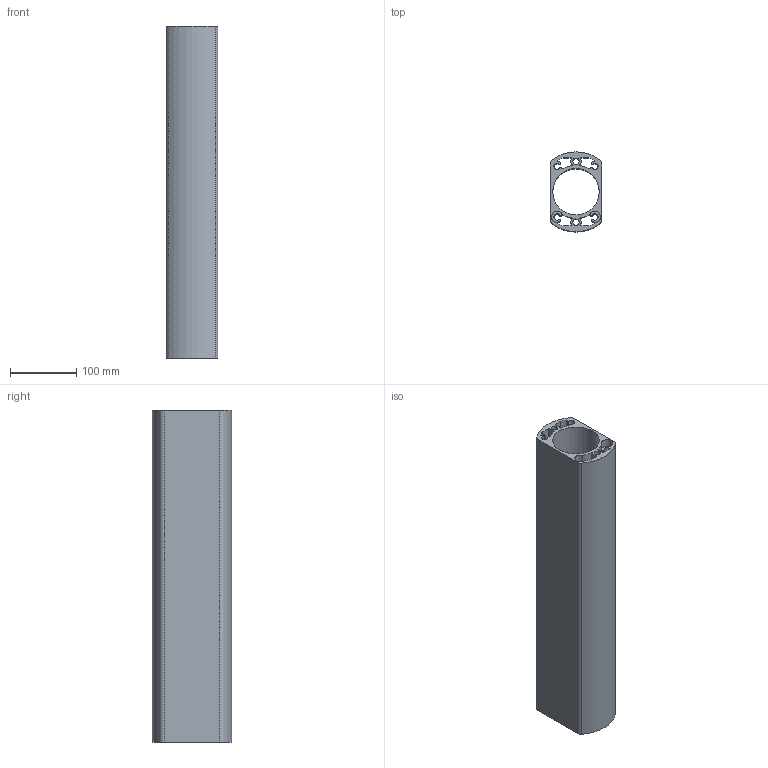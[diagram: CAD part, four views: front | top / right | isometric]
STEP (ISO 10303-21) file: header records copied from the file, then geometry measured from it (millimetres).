
FILE_DESCRIPTION (( 'STEP AP214' ), '1' );
FILE_NAME ('49622001.STEP', '2017-11-15T09:17:24', ( 'Macha' ), ( 'Hewlett-Packard Company' ), 'SwSTEP 2.0', 'SolidWorks 2017', '' );
FILE_SCHEMA (( 'AUTOMOTIVE_DESIGN' ));
Length unit declared in the file: millimetre
Products named in the file (2): 49622001; 11180_500
Assembly tree (1 placements, depth 2):
  49622001
    11180_500
Bounding box: 78 x 120 x 500 mm (x, y, z)
Volume: 1672613.6 mm3; surface area: 499253.3 mm2
Topology: 1 solids, 1 shells, 85 faces, 249 edges, 166 vertices
Faces by surface type: cylinder 67, plane 18
Full cylindrical faces by diameter (mm): 9.4 x2, 70 x1
Entity records: 2980 total; most frequent: DIRECTION 562, CARTESIAN_POINT 501, ORIENTED_EDGE 492, EDGE_CURVE 246, AXIS2_PLACEMENT_3D 227, VERTEX_POINT 166, CIRCLE 138, LINE 108
